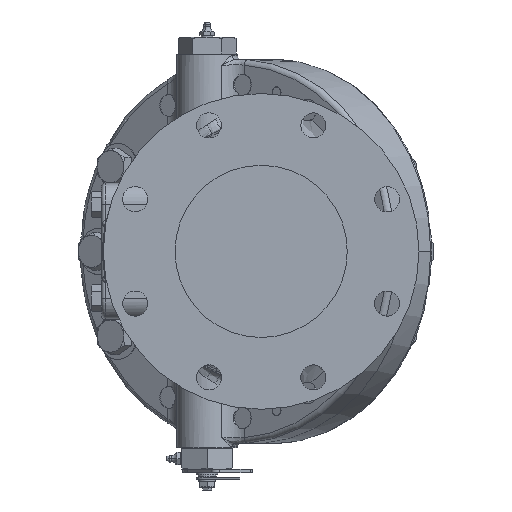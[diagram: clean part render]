
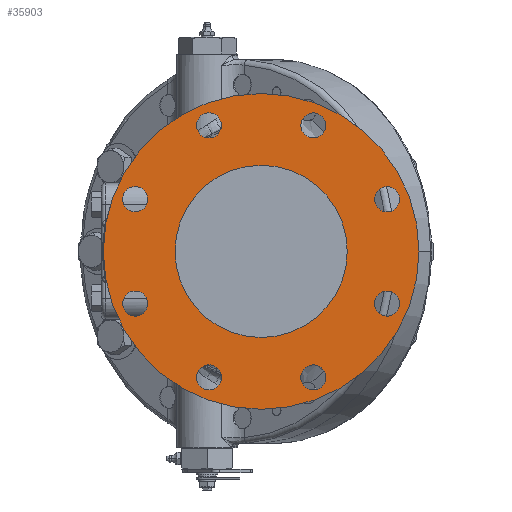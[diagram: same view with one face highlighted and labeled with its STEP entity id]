
A CAD part, left-side view. The second image highlights one B-rep face of the part: STEP entity #35903.
In plain terms, the highlighted planar face has unit normal (-1, 0, 0).
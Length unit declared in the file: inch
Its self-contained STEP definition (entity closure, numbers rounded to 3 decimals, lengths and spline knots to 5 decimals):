
#13701=CARTESIAN_POINT('',(-8.03409,0.,0.));
#13702=DIRECTION('',(-1.,0.,0.));
#13703=DIRECTION('',(0.,1.,0.));
#13704=AXIS2_PLACEMENT_3D('',#13701,#13702,#13703);
#13732=CARTESIAN_POINT('',(-8.03409,0.,0.));
#13733=DIRECTION('',(1.,0.,0.));
#13734=DIRECTION('',(0.,1.,0.));
#13735=AXIS2_PLACEMENT_3D('',#13732,#13733,#13734);
#13764=CARTESIAN_POINT('',(-8.03409,4.38843,
-1.81775));
#13765=DIRECTION('',(1.,0.,0.));
#13766=DIRECTION('',(0.,1.,0.));
#13767=AXIS2_PLACEMENT_3D('',#13764,#13765,#13766);
#13769=CARTESIAN_POINT('',(-8.03409,4.38843,
-1.81775));
#13770=DIRECTION('',(1.,0.,0.));
#13771=DIRECTION('',(0.,-1.,0.));
#13772=AXIS2_PLACEMENT_3D('',#13769,#13770,#13771);
#13774=CARTESIAN_POINT('',(-8.03409,4.38843,
1.81775));
#13775=DIRECTION('',(1.,0.,0.));
#13776=DIRECTION('',(0.,0.707,0.707));
#13777=AXIS2_PLACEMENT_3D('',#13774,#13775,#13776);
#13779=CARTESIAN_POINT('',(-8.03409,4.38843,
1.81775));
#13780=DIRECTION('',(1.,0.,0.));
#13781=DIRECTION('',(0.,-0.707,-0.707));
#13782=AXIS2_PLACEMENT_3D('',#13779,#13780,#13781);
#13784=CARTESIAN_POINT('',(-8.03409,1.81775,
4.38843));
#13785=DIRECTION('',(1.,0.,0.));
#13786=DIRECTION('',(0.,0.,1.));
#13787=AXIS2_PLACEMENT_3D('',#13784,#13785,#13786);
#13789=CARTESIAN_POINT('',(-8.03409,1.81775,
4.38843));
#13790=DIRECTION('',(1.,0.,0.));
#13791=DIRECTION('',(0.,0.,-1.));
#13792=AXIS2_PLACEMENT_3D('',#13789,#13790,#13791);
#13794=CARTESIAN_POINT('',(-8.03409,-1.81775,
4.38843));
#13795=DIRECTION('',(1.,0.,0.));
#13796=DIRECTION('',(0.,-0.707,0.707));
#13797=AXIS2_PLACEMENT_3D('',#13794,#13795,#13796);
#13799=CARTESIAN_POINT('',(-8.03409,-1.81775,
4.38843));
#13800=DIRECTION('',(1.,0.,0.));
#13801=DIRECTION('',(0.,0.707,-0.707));
#13802=AXIS2_PLACEMENT_3D('',#13799,#13800,#13801);
#13804=CARTESIAN_POINT('',(-8.03409,-4.38843,
1.81775));
#13805=DIRECTION('',(1.,0.,0.));
#13806=DIRECTION('',(0.,-1.,0.));
#13807=AXIS2_PLACEMENT_3D('',#13804,#13805,#13806);
#13809=CARTESIAN_POINT('',(-8.03409,-4.38843,
1.81775));
#13810=DIRECTION('',(1.,0.,0.));
#13811=DIRECTION('',(0.,1.,0.));
#13812=AXIS2_PLACEMENT_3D('',#13809,#13810,#13811);
#13814=CARTESIAN_POINT('',(-8.03409,-4.38843,
-1.81775));
#13815=DIRECTION('',(1.,0.,0.));
#13816=DIRECTION('',(0.,-0.707,-0.707));
#13817=AXIS2_PLACEMENT_3D('',#13814,#13815,#13816);
#13819=CARTESIAN_POINT('',(-8.03409,-4.38843,
-1.81775));
#13820=DIRECTION('',(1.,0.,0.));
#13821=DIRECTION('',(0.,0.707,0.707));
#13822=AXIS2_PLACEMENT_3D('',#13819,#13820,#13821);
#13824=CARTESIAN_POINT('',(-8.03409,-1.81775,
-4.38843));
#13825=DIRECTION('',(1.,0.,0.));
#13826=DIRECTION('',(0.,0.,-1.));
#13827=AXIS2_PLACEMENT_3D('',#13824,#13825,#13826);
#13829=CARTESIAN_POINT('',(-8.03409,-1.81775,
-4.38843));
#13830=DIRECTION('',(1.,0.,0.));
#13831=DIRECTION('',(0.,0.,1.));
#13832=AXIS2_PLACEMENT_3D('',#13829,#13830,#13831);
#13834=CARTESIAN_POINT('',(-8.03409,1.81775,
-4.38843));
#13835=DIRECTION('',(1.,0.,0.));
#13836=DIRECTION('',(0.,0.707,-0.707));
#13837=AXIS2_PLACEMENT_3D('',#13834,#13835,#13836);
#13839=CARTESIAN_POINT('',(-8.03409,1.81775,
-4.38843));
#13840=DIRECTION('',(1.,0.,0.));
#13841=DIRECTION('',(0.,-0.707,0.707));
#13842=AXIS2_PLACEMENT_3D('',#13839,#13840,#13841);
#13849=CARTESIAN_POINT('',(-8.03409,0.,0.));
#13850=DIRECTION('',(1.,0.,0.));
#13851=DIRECTION('',(0.,0.,-1.));
#13852=AXIS2_PLACEMENT_3D('',#13849,#13850,#13851);
#13863=CARTESIAN_POINT('',(-8.03409,0.,0.));
#13864=DIRECTION('',(1.,0.,0.));
#13865=DIRECTION('',(0.,-1.,0.));
#13866=AXIS2_PLACEMENT_3D('',#13863,#13864,#13865);
#21890=CARTESIAN_POINT('',(-8.03409,4.82593,
-1.81775));
#21891=VERTEX_POINT('',#21890);
#21892=CARTESIAN_POINT('',(-8.03409,3.95093,
-1.81775));
#21893=VERTEX_POINT('',#21892);
#21898=CARTESIAN_POINT('',(-8.03409,4.69779,
2.12711));
#21899=VERTEX_POINT('',#21898);
#21900=CARTESIAN_POINT('',(-8.03409,4.07907,
1.50839));
#21901=VERTEX_POINT('',#21900);
#21906=CARTESIAN_POINT('',(-8.03409,1.81775,
4.82593));
#21907=VERTEX_POINT('',#21906);
#21908=CARTESIAN_POINT('',(-8.03409,1.81775,
3.95093));
#21909=VERTEX_POINT('',#21908);
#21914=CARTESIAN_POINT('',(-8.03409,-2.12711,
4.69779));
#21915=VERTEX_POINT('',#21914);
#21916=CARTESIAN_POINT('',(-8.03409,-1.50839,
4.07907));
#21917=VERTEX_POINT('',#21916);
#21922=CARTESIAN_POINT('',(-8.03409,-4.82593,
1.81775));
#21923=VERTEX_POINT('',#21922);
#21924=CARTESIAN_POINT('',(-8.03409,-3.95093,
1.81775));
#21925=VERTEX_POINT('',#21924);
#21930=CARTESIAN_POINT('',(-8.03409,-4.69779,
-2.12711));
#21931=VERTEX_POINT('',#21930);
#21932=CARTESIAN_POINT('',(-8.03409,-4.07907,
-1.50839));
#21933=VERTEX_POINT('',#21932);
#21938=CARTESIAN_POINT('',(-8.03409,-1.81775,
-4.82593));
#21939=VERTEX_POINT('',#21938);
#21940=CARTESIAN_POINT('',(-8.03409,-1.81775,
-3.95093));
#21941=VERTEX_POINT('',#21940);
#21946=CARTESIAN_POINT('',(-8.03409,2.12711,
-4.69779));
#21947=VERTEX_POINT('',#21946);
#21948=CARTESIAN_POINT('',(-8.03409,1.50839,
-4.07907));
#21949=VERTEX_POINT('',#21948);
#22461=CARTESIAN_POINT('',(-8.03409,-5.5,0.));
#22463=VERTEX_POINT('',#22461);
#22533=CARTESIAN_POINT('',(-8.03409,5.5,0.));
#22534=VERTEX_POINT('',#22533);
#22535=CARTESIAN_POINT('',(-8.03409,0.,-3.));
#22536=CARTESIAN_POINT('',(-8.03409,-3.,0.));
#22537=VERTEX_POINT('',#22535);
#22538=VERTEX_POINT('',#22536);
#35840=CARTESIAN_POINT('',(-8.03409,0.,0.));
#35841=DIRECTION('',(1.,0.,0.));
#35842=DIRECTION('',(0.,-1.,0.));
#35843=AXIS2_PLACEMENT_3D('',#35840,#35841,#35842);
#35844=PLANE('',#35843);
#35845=ORIENTED_EDGE('',*,*,#35783,.F.);
#35846=ORIENTED_EDGE('',*,*,#35826,.T.);
#35847=EDGE_LOOP('',(#35845,#35846));
#35848=FACE_OUTER_BOUND('',#35847,.F.);
#35850=ORIENTED_EDGE('',*,*,#35849,.F.);
#35852=ORIENTED_EDGE('',*,*,#35851,.F.);
#35853=EDGE_LOOP('',(#35850,#35852));
#35854=FACE_BOUND('',#35853,.F.);
#35856=ORIENTED_EDGE('',*,*,#35855,.F.);
#35858=ORIENTED_EDGE('',*,*,#35857,.F.);
#35859=EDGE_LOOP('',(#35856,#35858));
#35860=FACE_BOUND('',#35859,.F.);
#35862=ORIENTED_EDGE('',*,*,#35861,.F.);
#35864=ORIENTED_EDGE('',*,*,#35863,.F.);
#35865=EDGE_LOOP('',(#35862,#35864));
#35866=FACE_BOUND('',#35865,.F.);
#35868=ORIENTED_EDGE('',*,*,#35867,.F.);
#35870=ORIENTED_EDGE('',*,*,#35869,.F.);
#35871=EDGE_LOOP('',(#35868,#35870));
#35872=FACE_BOUND('',#35871,.F.);
#35874=ORIENTED_EDGE('',*,*,#35873,.F.);
#35876=ORIENTED_EDGE('',*,*,#35875,.F.);
#35877=EDGE_LOOP('',(#35874,#35876));
#35878=FACE_BOUND('',#35877,.F.);
#35880=ORIENTED_EDGE('',*,*,#35879,.F.);
#35882=ORIENTED_EDGE('',*,*,#35881,.F.);
#35883=EDGE_LOOP('',(#35880,#35882));
#35884=FACE_BOUND('',#35883,.F.);
#35886=ORIENTED_EDGE('',*,*,#35885,.F.);
#35888=ORIENTED_EDGE('',*,*,#35887,.F.);
#35889=EDGE_LOOP('',(#35886,#35888));
#35890=FACE_BOUND('',#35889,.F.);
#35892=ORIENTED_EDGE('',*,*,#35891,.F.);
#35894=ORIENTED_EDGE('',*,*,#35893,.F.);
#35895=EDGE_LOOP('',(#35892,#35894));
#35896=FACE_BOUND('',#35895,.F.);
#35898=ORIENTED_EDGE('',*,*,#35897,.F.);
#35900=ORIENTED_EDGE('',*,*,#35899,.F.);
#35901=EDGE_LOOP('',(#35898,#35900));
#35902=FACE_BOUND('',#35901,.F.);
#13705=CIRCLE('',#13704,5.5);
#13736=CIRCLE('',#13735,5.5);
#13768=CIRCLE('',#13767,0.4375);
#13773=CIRCLE('',#13772,0.4375);
#13778=CIRCLE('',#13777,0.4375);
#13783=CIRCLE('',#13782,0.4375);
#13788=CIRCLE('',#13787,0.4375);
#13793=CIRCLE('',#13792,0.4375);
#13798=CIRCLE('',#13797,0.4375);
#13803=CIRCLE('',#13802,0.4375);
#13808=CIRCLE('',#13807,0.4375);
#13813=CIRCLE('',#13812,0.4375);
#13818=CIRCLE('',#13817,0.4375);
#13823=CIRCLE('',#13822,0.4375);
#13828=CIRCLE('',#13827,0.4375);
#13833=CIRCLE('',#13832,0.4375);
#13838=CIRCLE('',#13837,0.4375);
#13843=CIRCLE('',#13842,0.4375);
#13853=CIRCLE('',#13852,3.);
#13867=CIRCLE('',#13866,3.);
#35783=EDGE_CURVE('',#22534,#22463,#13705,.T.);
#35826=EDGE_CURVE('',#22534,#22463,#13736,.T.);
#35849=EDGE_CURVE('',#22537,#22538,#13853,.T.);
#35851=EDGE_CURVE('',#22538,#22537,#13867,.T.);
#35855=EDGE_CURVE('',#21891,#21893,#13768,.T.);
#35857=EDGE_CURVE('',#21893,#21891,#13773,.T.);
#35861=EDGE_CURVE('',#21899,#21901,#13778,.T.);
#35863=EDGE_CURVE('',#21901,#21899,#13783,.T.);
#35867=EDGE_CURVE('',#21907,#21909,#13788,.T.);
#35869=EDGE_CURVE('',#21909,#21907,#13793,.T.);
#35873=EDGE_CURVE('',#21915,#21917,#13798,.T.);
#35875=EDGE_CURVE('',#21917,#21915,#13803,.T.);
#35879=EDGE_CURVE('',#21923,#21925,#13808,.T.);
#35881=EDGE_CURVE('',#21925,#21923,#13813,.T.);
#35885=EDGE_CURVE('',#21931,#21933,#13818,.T.);
#35887=EDGE_CURVE('',#21933,#21931,#13823,.T.);
#35891=EDGE_CURVE('',#21939,#21941,#13828,.T.);
#35893=EDGE_CURVE('',#21941,#21939,#13833,.T.);
#35897=EDGE_CURVE('',#21947,#21949,#13838,.T.);
#35899=EDGE_CURVE('',#21949,#21947,#13843,.T.);
#35903=ADVANCED_FACE('',(#35848,#35854,#35860,#35866,#35872,#35878,#35884,
#35890,#35896,#35902),#35844,.F.);
